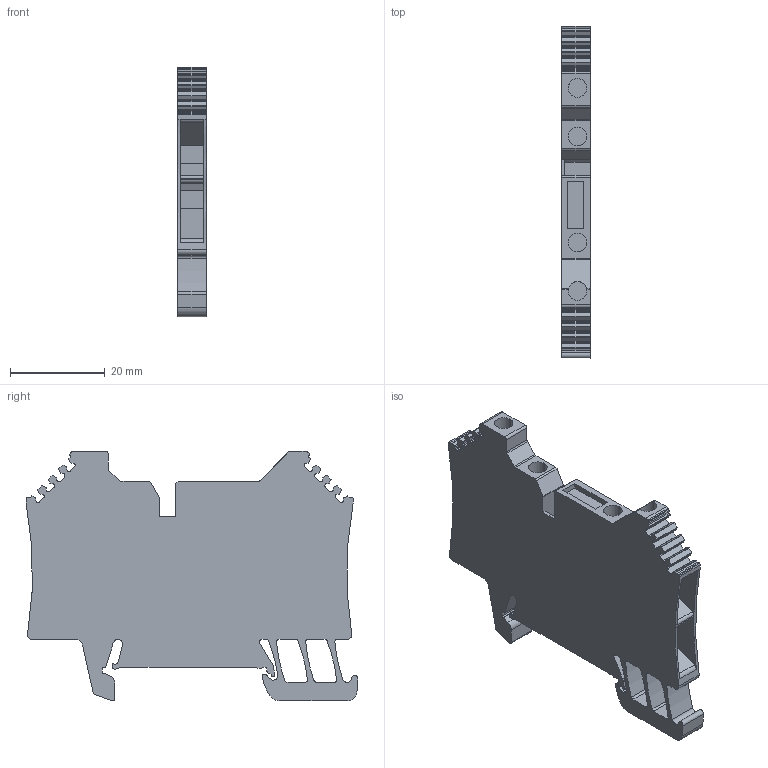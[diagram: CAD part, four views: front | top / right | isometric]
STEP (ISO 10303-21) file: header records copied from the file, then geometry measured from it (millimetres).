
FILE_DESCRIPTION(('CATIA V5R24 STEP','CAx-IF Rec.Pracs.--- Model Styling and Organization---1.2---2011-12-15'),'2;1');
FILE_NAME ('D1462085_0', '2016-01-26T09:32:04+00:00', ('Weidmueller Interface'), ('Weidmueller'), 'CATIA Version 5-6 Release 2014 SP4', 'CATIA V5 STEP AP214', 'none');
FILE_SCHEMA(('AUTOMOTIVE_DESIGN { 1 0 10303 214 1 1 1 1 }'));
Length unit declared in the file: millimetre
Products named in the file (1): WTR4_ZZ_STB_S3D
Bounding box: 6.1 x 69.88 x 52.55 mm (x, y, z)
Volume: 13599.7 mm3; surface area: 9406 mm2
Topology: 1 solids, 1 shells, 382 faces, 1113 edges, 741 vertices
Faces by surface type: cylinder 192, plane 190
Entity records: 12621 total; most frequent: CARTESIAN_POINT 2248, ORIENTED_EDGE 2226, DIRECTION 1793, EDGE_CURVE 1113, VERTEX_POINT 741, AXIS2_PLACEMENT_3D 732, VECTOR 719, LINE 719
